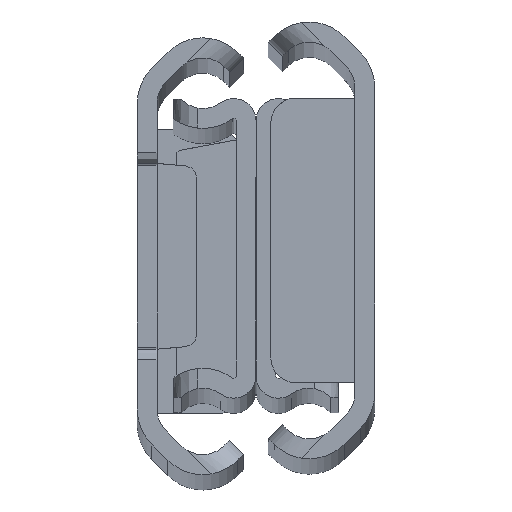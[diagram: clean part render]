
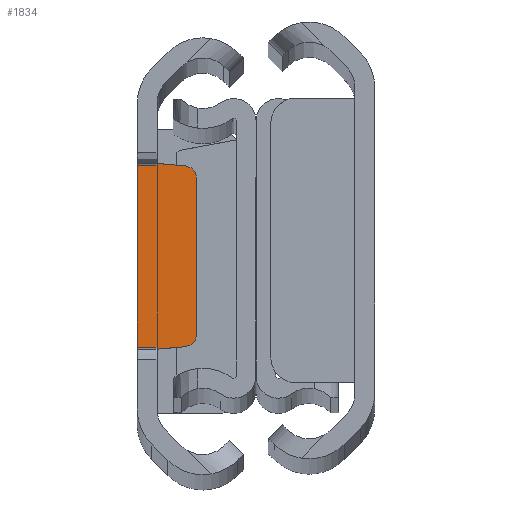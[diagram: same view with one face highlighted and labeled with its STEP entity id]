
A CAD part, top view. The second image highlights one B-rep face of the part: STEP entity #1834.
In plain terms, the highlighted planar face has unit normal (0, 0, 1).
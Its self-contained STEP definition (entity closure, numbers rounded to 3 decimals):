
#11 = VECTOR ( 'NONE', #1396, 1000. ) ;
#33 = AXIS2_PLACEMENT_3D ( 'NONE', #4658, #2828, #1041 ) ;
#89 = AXIS2_PLACEMENT_3D ( 'NONE', #2600, #3350, #118 ) ;
#118 = DIRECTION ( 'NONE',  ( 0., -1., 0. ) ) ;
#251 = VECTOR ( 'NONE', #4281, 1000. ) ;
#272 = CARTESIAN_POINT ( 'NONE',  ( 3.8, 6.311, -2.2 ) ) ;
#313 = ORIENTED_EDGE ( 'NONE', *, *, #2809, .F. ) ;
#336 = ORIENTED_EDGE ( 'NONE', *, *, #361, .T. ) ;
#351 = LINE ( 'NONE', #1806, #11 ) ;
#361 = EDGE_CURVE ( 'NONE', #4648, #2323, #904, .T. ) ;
#377 = ORIENTED_EDGE ( 'NONE', *, *, #517, .T. ) ;
#378 = AXIS2_PLACEMENT_3D ( 'NONE', #272, #2060, #1312 ) ;
#504 = VERTEX_POINT ( 'NONE', #3994 ) ;
#517 = EDGE_CURVE ( 'NONE', #4263, #504, #351, .T. ) ;
#552 = CARTESIAN_POINT ( 'NONE',  ( 3.884, -7.307, -2.2 ) ) ;
#904 = CIRCLE ( 'NONE', #378, 1. ) ;
#964 = CARTESIAN_POINT ( 'NONE',  ( 4.8, 6.311, -2.2 ) ) ;
#1041 = DIRECTION ( 'NONE',  ( 0., -1., 0. ) ) ;
#1299 = LINE ( 'NONE', #2353, #1921 ) ;
#1307 = ORIENTED_EDGE ( 'NONE', *, *, #4717, .T. ) ;
#1312 = DIRECTION ( 'NONE',  ( 0., -1., 0. ) ) ;
#1356 = LINE ( 'NONE', #4678, #1521 ) ;
#1396 = DIRECTION ( 'NONE',  ( -1., 0., 0. ) ) ;
#1521 = VECTOR ( 'NONE', #3106, 1000. ) ;
#1537 = CIRCLE ( 'NONE', #33, 1. ) ;
#1548 = EDGE_CURVE ( 'NONE', #2711, #4648, #1356, .T. ) ;
#1736 = LINE ( 'NONE', #2072, #1997 ) ;
#1806 = CARTESIAN_POINT ( 'NONE',  ( 8.601, 7.5, -2.2 ) ) ;
#1821 = ORIENTED_EDGE ( 'NONE', *, *, #1548, .T. ) ;
#1834 = ADVANCED_FACE ( 'NONE', ( #1936 ), #3397, .T. ) ;
#1921 = VECTOR ( 'NONE', #4208, 1000. ) ;
#1936 = FACE_OUTER_BOUND ( 'NONE', #2365, .T. ) ;
#1969 = VERTEX_POINT ( 'NONE', #3878 ) ;
#1997 = VECTOR ( 'NONE', #3340, 1000. ) ;
#2060 = DIRECTION ( 'NONE',  ( 0., 0., 1. ) ) ;
#2072 = CARTESIAN_POINT ( 'NONE',  ( 1.6, 7.5, -2.2 ) ) ;
#2323 = VERTEX_POINT ( 'NONE', #4264 ) ;
#2353 = CARTESIAN_POINT ( 'NONE',  ( 4.8, -7.23, -2.2 ) ) ;
#2365 = EDGE_LOOP ( 'NONE', ( #4042, #1307, #1821, #336, #2427, #377, #4676, #313 ) ) ;
#2427 = ORIENTED_EDGE ( 'NONE', *, *, #2744, .T. ) ;
#2482 = LINE ( 'NONE', #2808, #251 ) ;
#2600 = CARTESIAN_POINT ( 'NONE',  ( 8.601, 7.5, -2.2 ) ) ;
#2653 = CARTESIAN_POINT ( 'NONE',  ( 1.6, -7.5, -2.2 ) ) ;
#2711 = VERTEX_POINT ( 'NONE', #2929 ) ;
#2744 = EDGE_CURVE ( 'NONE', #2323, #4263, #1736, .T. ) ;
#2808 = CARTESIAN_POINT ( 'NONE',  ( 8.601, -7.5, -2.2 ) ) ;
#2809 = EDGE_CURVE ( 'NONE', #3649, #1969, #2482, .T. ) ;
#2828 = DIRECTION ( 'NONE',  ( 0., 0., 1. ) ) ;
#2929 = CARTESIAN_POINT ( 'NONE',  ( 4.8, -6.311, -2.2 ) ) ;
#3000 = CARTESIAN_POINT ( 'NONE',  ( 0., 7.5, -2.2 ) ) ;
#3021 = LINE ( 'NONE', #3000, #4609 ) ;
#3028 = VERTEX_POINT ( 'NONE', #552 ) ;
#3106 = DIRECTION ( 'NONE',  ( 0., 1., 0. ) ) ;
#3118 = EDGE_CURVE ( 'NONE', #1969, #504, #3021, .T. ) ;
#3340 = DIRECTION ( 'NONE',  ( -0.996, 0.084, 0. ) ) ;
#3350 = DIRECTION ( 'NONE',  ( 0., 0., 1. ) ) ;
#3397 = PLANE ( 'NONE',  #89 ) ;
#3454 = DIRECTION ( 'NONE',  ( 0., 1., 0. ) ) ;
#3515 = CARTESIAN_POINT ( 'NONE',  ( 1.6, 7.5, -2.2 ) ) ;
#3649 = VERTEX_POINT ( 'NONE', #2653 ) ;
#3878 = CARTESIAN_POINT ( 'NONE',  ( 0., -7.5, -2.2 ) ) ;
#3994 = CARTESIAN_POINT ( 'NONE',  ( 0., 7.5, -2.2 ) ) ;
#4042 = ORIENTED_EDGE ( 'NONE', *, *, #4186, .T. ) ;
#4186 = EDGE_CURVE ( 'NONE', #3649, #3028, #1299, .T. ) ;
#4208 = DIRECTION ( 'NONE',  ( 0.996, 0.084, 0. ) ) ;
#4263 = VERTEX_POINT ( 'NONE', #3515 ) ;
#4264 = CARTESIAN_POINT ( 'NONE',  ( 3.884, 7.307, -2.2 ) ) ;
#4281 = DIRECTION ( 'NONE',  ( -1., 0., 0. ) ) ;
#4609 = VECTOR ( 'NONE', #3454, 1000. ) ;
#4648 = VERTEX_POINT ( 'NONE', #964 ) ;
#4658 = CARTESIAN_POINT ( 'NONE',  ( 3.8, -6.311, -2.2 ) ) ;
#4676 = ORIENTED_EDGE ( 'NONE', *, *, #3118, .F. ) ;
#4678 = CARTESIAN_POINT ( 'NONE',  ( 4.8, 7.23, -2.2 ) ) ;
#4717 = EDGE_CURVE ( 'NONE', #3028, #2711, #1537, .T. ) ;
